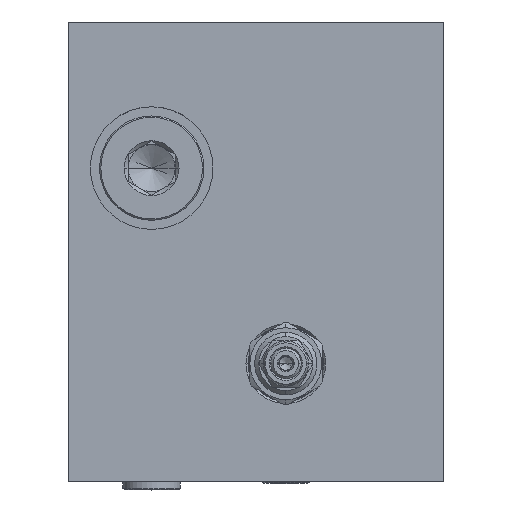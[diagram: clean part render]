
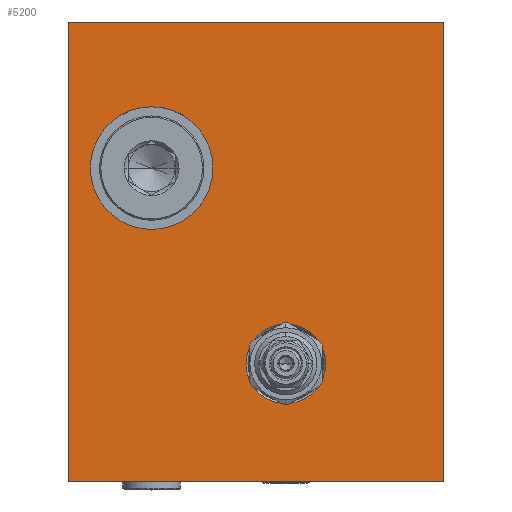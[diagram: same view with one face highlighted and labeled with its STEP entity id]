
A CAD part, top view. The second image highlights one B-rep face of the part: STEP entity #5200.
In plain terms, the highlighted planar face has unit normal (0, 0, 1).
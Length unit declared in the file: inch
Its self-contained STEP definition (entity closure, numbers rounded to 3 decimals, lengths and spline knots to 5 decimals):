
#163=DIRECTION('',(0.,-1.,0.));
#164=VECTOR('',#163,5.5);
#165=CARTESIAN_POINT('',(0.,0.,5.));
#166=LINE('',#165,#164);
#167=DIRECTION('',(-1.,0.,0.));
#168=VECTOR('',#167,4.5);
#169=CARTESIAN_POINT('',(4.5,0.,5.));
#170=LINE('',#169,#168);
#171=DIRECTION('',(0.,1.,0.));
#172=VECTOR('',#171,5.5);
#173=CARTESIAN_POINT('',(4.5,-5.5,5.));
#174=LINE('',#173,#172);
#175=DIRECTION('',(1.,0.,0.));
#176=VECTOR('',#175,4.5);
#177=CARTESIAN_POINT('',(0.,-5.5,5.));
#178=LINE('',#177,#176);
#179=CARTESIAN_POINT('',(2.607,-4.094,5.));
#180=DIRECTION('',(0.,0.,-1.));
#181=DIRECTION('',(-1.,0.,0.));
#182=AXIS2_PLACEMENT_3D('',#179,#180,#181);
#184=CARTESIAN_POINT('',(2.607,-4.094,5.));
#185=DIRECTION('',(0.,0.,-1.));
#186=DIRECTION('',(1.,0.,0.));
#187=AXIS2_PLACEMENT_3D('',#184,#185,#186);
#189=CARTESIAN_POINT('',(1.,-1.75,5.));
#190=DIRECTION('',(0.,0.,-1.));
#191=DIRECTION('',(-1.,0.,0.));
#192=AXIS2_PLACEMENT_3D('',#189,#190,#191);
#194=CARTESIAN_POINT('',(1.,-1.75,5.));
#195=DIRECTION('',(0.,0.,-1.));
#196=DIRECTION('',(1.,0.,0.));
#197=AXIS2_PLACEMENT_3D('',#194,#195,#196);
#4405=CARTESIAN_POINT('',(0.,0.,5.));
#4406=CARTESIAN_POINT('',(0.,-5.5,5.));
#4407=VERTEX_POINT('',#4405);
#4408=VERTEX_POINT('',#4406);
#4409=CARTESIAN_POINT('',(4.5,-5.5,5.));
#4410=VERTEX_POINT('',#4409);
#4411=CARTESIAN_POINT('',(4.5,0.,5.));
#4412=VERTEX_POINT('',#4411);
#4925=CARTESIAN_POINT('',(2.13,-4.094,5.));
#4926=CARTESIAN_POINT('',(3.084,-4.094,5.));
#4927=VERTEX_POINT('',#4925);
#4928=VERTEX_POINT('',#4926);
#5011=CARTESIAN_POINT('',(0.2655,-1.75,5.));
#5012=CARTESIAN_POINT('',(1.7345,-1.75,5.));
#5013=VERTEX_POINT('',#5011);
#5014=VERTEX_POINT('',#5012);
#5177=CARTESIAN_POINT('',(0.,0.,5.));
#5178=DIRECTION('',(0.,0.,1.));
#5179=DIRECTION('',(1.,0.,0.));
#5180=AXIS2_PLACEMENT_3D('',#5177,#5178,#5179);
#5181=PLANE('',#5180);
#5182=ORIENTED_EDGE('',*,*,#5081,.F.);
#5183=ORIENTED_EDGE('',*,*,#5108,.F.);
#5184=ORIENTED_EDGE('',*,*,#5128,.F.);
#5185=ORIENTED_EDGE('',*,*,#5159,.F.);
#5186=EDGE_LOOP('',(#5182,#5183,#5184,#5185));
#5187=FACE_OUTER_BOUND('',#5186,.F.);
#5189=ORIENTED_EDGE('',*,*,#5188,.F.);
#5191=ORIENTED_EDGE('',*,*,#5190,.F.);
#5192=EDGE_LOOP('',(#5189,#5191));
#5193=FACE_BOUND('',#5192,.F.);
#5195=ORIENTED_EDGE('',*,*,#5194,.F.);
#5197=ORIENTED_EDGE('',*,*,#5196,.F.);
#5198=EDGE_LOOP('',(#5195,#5197));
#5199=FACE_BOUND('',#5198,.F.);
#5200=ADVANCED_FACE('',(#5187,#5193,#5199),#5181,.T.);
#183=CIRCLE('',#182,0.477);
#188=CIRCLE('',#187,0.477);
#193=CIRCLE('',#192,0.7345);
#198=CIRCLE('',#197,0.7345);
#5081=EDGE_CURVE('',#4407,#4408,#166,.T.);
#5108=EDGE_CURVE('',#4412,#4407,#170,.T.);
#5128=EDGE_CURVE('',#4410,#4412,#174,.T.);
#5159=EDGE_CURVE('',#4408,#4410,#178,.T.);
#5188=EDGE_CURVE('',#4927,#4928,#183,.T.);
#5190=EDGE_CURVE('',#4928,#4927,#188,.T.);
#5194=EDGE_CURVE('',#5013,#5014,#193,.T.);
#5196=EDGE_CURVE('',#5014,#5013,#198,.T.);
